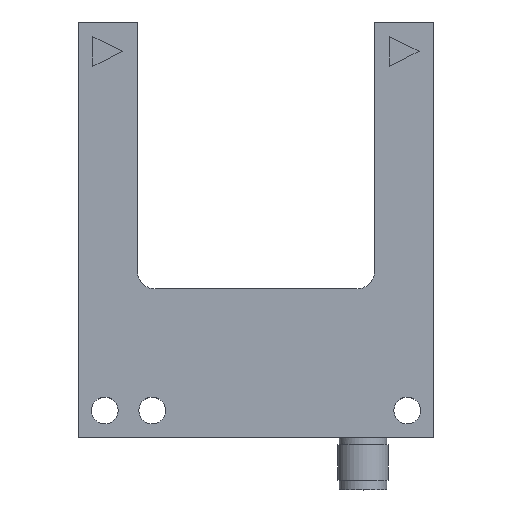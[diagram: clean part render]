
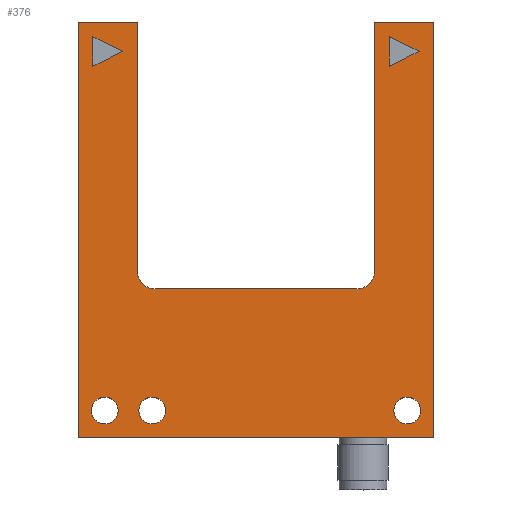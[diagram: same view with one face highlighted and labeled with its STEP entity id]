
A CAD part, top view. The second image highlights one B-rep face of the part: STEP entity #376.
In plain terms, the highlighted planar face has unit normal (0, 0, 1).
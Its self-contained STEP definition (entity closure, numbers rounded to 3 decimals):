
#190=EDGE_CURVE('',#525,#434,#526,.T.);
#202=EDGE_CURVE('',#452,#474,#541,.T.);
#210=VERTEX_POINT('',#553);
#220=VERTEX_POINT('',#567);
#222=VERTEX_POINT('',#569);
#234=EDGE_CURVE('',#362,#582,#583,.T.);
#238=VERTEX_POINT('',#591);
#242=EDGE_CURVE('',#486,#525,#596,.T.);
#270=EDGE_CURVE('',#416,#210,#635,.T.);
#294=EDGE_CURVE('',#238,#661,#662,.T.);
#308=VERTEX_POINT('',#684);
#312=EDGE_CURVE('',#661,#468,#689,.T.);
#316=EDGE_CURVE('',#388,#693,#694,.T.);
#318=EDGE_CURVE('',#210,#452,#696,.T.);
#320=EDGE_CURVE('',#474,#222,#698,.T.);
#326=EDGE_CURVE('',#468,#220,#705,.T.);
#340=EDGE_CURVE('',#308,#721,#722,.T.);
#362=VERTEX_POINT('',#748);
#376=ADVANCED_FACE('',(#768,#769,#770,#771,#772,#773),#774,.T.);
#386=EDGE_CURVE('',#434,#238,#790,.T.);
#388=VERTEX_POINT('',#792);
#398=EDGE_CURVE('',#721,#308,#804,.T.);
#416=VERTEX_POINT('',#830);
#426=EDGE_CURVE('',#220,#416,#842,.T.);
#430=EDGE_CURVE('',#693,#388,#846,.T.);
#434=VERTEX_POINT('',#851);
#438=EDGE_CURVE('',#222,#486,#855,.T.);
#446=EDGE_CURVE('',#582,#362,#863,.T.);
#452=VERTEX_POINT('',#870);
#468=VERTEX_POINT('',#888);
#474=VERTEX_POINT('',#895);
#486=VERTEX_POINT('',#908);
#525=VERTEX_POINT('',#940);
#526=CIRCLE('',#941,3.0);
#541=LINE('',#961,#962);
#553=CARTESIAN_POINT('',(30.0,-30.548,5.0));
#567=CARTESIAN_POINT('',(20.0,39.452,5.0));
#569=CARTESIAN_POINT('',(-20.0,39.452,5.0));
#582=VERTEX_POINT('',#1007);
#583=CIRCLE('',#1008,2.25);
#591=CARTESIAN_POINT('',(17.0,-5.548,5.0));
#596=CIRCLE('',#1022,3.0);
#635=LINE('',#1069,#1070);
#661=VERTEX_POINT('',#1100);
#662=CIRCLE('',#1101,3.0);
#684=CARTESIAN_POINT('',(-27.75,-26.048,5.0));
#689=CIRCLE('',#1131,3.0);
#693=VERTEX_POINT('',#1138);
#694=CIRCLE('',#1139,2.25);
#696=LINE('',#1142,#1143);
#698=LINE('',#1146,#1147);
#705=LINE('',#1155,#1156);
#721=VERTEX_POINT('',#1177);
#722=CIRCLE('',#1178,2.25);
#748=CARTESIAN_POINT('',(-19.75,-26.048,5.0));
#768=FACE_BOUND('',#1238,.T.);
#769=FACE_BOUND('',#1239,.T.);
#770=FACE_OUTER_BOUND('',#1240,.T.);
#771=FACE_BOUND('',#1241,.T.);
#772=FACE_BOUND('',#1242,.T.);
#773=FACE_BOUND('',#1243,.T.);
#774=PLANE('',#1244);
#790=LINE('',#1262,#1263);
#792=CARTESIAN_POINT('',(23.25,-26.048,5.0));
#804=CIRCLE('',#1280,2.25);
#830=CARTESIAN_POINT('',(30.0,39.452,5.0));
#842=LINE('',#1322,#1323);
#846=CIRCLE('',#1329,2.25);
#851=CARTESIAN_POINT('',(-17.0,-5.548,5.0));
#855=LINE('',#1341,#1342);
#863=CIRCLE('',#1355,2.25);
#870=CARTESIAN_POINT('',(-30.0,-30.548,5.0));
#888=CARTESIAN_POINT('',(20.0,-2.548,5.0));
#895=CARTESIAN_POINT('',(-30.0,39.452,5.0));
#908=CARTESIAN_POINT('',(-20.0,-2.548,5.0));
#940=CARTESIAN_POINT('',(-19.121,-4.669,5.0));
#941=AXIS2_PLACEMENT_3D('',#1450,#1451,#1452);
#961=CARTESIAN_POINT('',(-30.0,-30.548,5.0));
#962=VECTOR('',#1476,1.0);
#1007=CARTESIAN_POINT('',(-15.25,-26.048,5.0));
#1008=AXIS2_PLACEMENT_3D('',#1539,#1540,#1541);
#1022=AXIS2_PLACEMENT_3D('',#1562,#1563,#1564);
#1069=CARTESIAN_POINT('',(30.0,39.452,5.0));
#1070=VECTOR('',#1625,1.0);
#1100=CARTESIAN_POINT('',(19.121,-4.669,5.0));
#1101=AXIS2_PLACEMENT_3D('',#1644,#1645,#1646);
#1131=AXIS2_PLACEMENT_3D('',#1699,#1700,#1701);
#1138=CARTESIAN_POINT('',(27.75,-26.048,5.0));
#1139=AXIS2_PLACEMENT_3D('',#1703,#1704,#1705);
#1142=CARTESIAN_POINT('',(30.0,-30.548,5.0));
#1143=VECTOR('',#1706,1.0);
#1146=CARTESIAN_POINT('',(-30.0,39.452,5.0));
#1147=VECTOR('',#1707,1.0);
#1155=CARTESIAN_POINT('',(20.0,-2.548,5.0));
#1156=VECTOR('',#1716,1.0);
#1177=CARTESIAN_POINT('',(-23.25,-26.048,5.0));
#1178=AXIS2_PLACEMENT_3D('',#1734,#1735,#1736);
#1238=EDGE_LOOP('',(#1802,#1803,#1804));
#1239=EDGE_LOOP('',(#1805,#1806,#1807));
#1240=EDGE_LOOP('',(#1808,#1809,#1810,#1811,#1812,#1813,#1814,#1815,#1816,#1817,#1818,#1819));
#1241=EDGE_LOOP('',(#1820,#1821));
#1242=EDGE_LOOP('',(#1822,#1823));
#1243=EDGE_LOOP('',(#1824,#1825));
#1244=AXIS2_PLACEMENT_3D('',#1826,#1827,#1828);
#1262=CARTESIAN_POINT('',(-17.0,-5.548,5.0));
#1263=VECTOR('',#1864,1.0);
#1280=AXIS2_PLACEMENT_3D('',#1885,#1886,#1887);
#1322=CARTESIAN_POINT('',(20.0,39.452,5.0));
#1323=VECTOR('',#1964,1.0);
#1329=AXIS2_PLACEMENT_3D('',#1968,#1969,#1970);
#1341=CARTESIAN_POINT('',(-20.0,39.452,5.0));
#1342=VECTOR('',#1980,1.0);
#1355=AXIS2_PLACEMENT_3D('',#1983,#1984,#1985);
#1450=CARTESIAN_POINT('',(-17.0,-2.548,5.0));
#1451=DIRECTION('',(0.0,0.0,1.0));
#1452=DIRECTION('',(-0.707,-0.707,0.0));
#1476=DIRECTION('',(0.0,1.0,0.0));
#1539=CARTESIAN_POINT('',(-17.5,-26.048,5.0));
#1540=DIRECTION('',(0.0,0.0,-1.0));
#1541=DIRECTION('',(1.0,0.0,0.0));
#1562=CARTESIAN_POINT('',(-17.0,-2.548,5.0));
#1563=DIRECTION('',(0.0,0.0,1.0));
#1564=DIRECTION('',(-0.707,-0.707,0.0));
#1625=DIRECTION('',(0.0,-1.0,0.0));
#1644=CARTESIAN_POINT('',(17.0,-2.548,5.0));
#1645=DIRECTION('',(0.0,0.0,1.0));
#1646=DIRECTION('',(0.707,-0.707,0.0));
#1699=CARTESIAN_POINT('',(17.0,-2.548,5.0));
#1700=DIRECTION('',(0.0,0.0,1.0));
#1701=DIRECTION('',(0.707,-0.707,0.0));
#1703=CARTESIAN_POINT('',(25.5,-26.048,5.0));
#1704=DIRECTION('',(0.0,0.0,-1.0));
#1705=DIRECTION('',(1.0,0.0,0.0));
#1706=DIRECTION('',(-1.0,0.0,0.0));
#1707=DIRECTION('',(1.0,0.0,0.0));
#1716=DIRECTION('',(0.0,1.0,0.0));
#1734=CARTESIAN_POINT('',(-25.5,-26.048,5.0));
#1735=DIRECTION('',(0.0,0.0,-1.0));
#1736=DIRECTION('',(1.0,0.0,0.0));
#1802=ORIENTED_EDGE('',*,*,#2091,.T.);
#1803=ORIENTED_EDGE('',*,*,#2126,.T.);
#1804=ORIENTED_EDGE('',*,*,#2071,.T.);
#1805=ORIENTED_EDGE('',*,*,#2141,.T.);
#1806=ORIENTED_EDGE('',*,*,#2094,.T.);
#1807=ORIENTED_EDGE('',*,*,#2099,.T.);
#1808=ORIENTED_EDGE('',*,*,#202,.F.);
#1809=ORIENTED_EDGE('',*,*,#318,.F.);
#1810=ORIENTED_EDGE('',*,*,#270,.F.);
#1811=ORIENTED_EDGE('',*,*,#426,.F.);
#1812=ORIENTED_EDGE('',*,*,#326,.F.);
#1813=ORIENTED_EDGE('',*,*,#312,.F.);
#1814=ORIENTED_EDGE('',*,*,#294,.F.);
#1815=ORIENTED_EDGE('',*,*,#386,.F.);
#1816=ORIENTED_EDGE('',*,*,#190,.F.);
#1817=ORIENTED_EDGE('',*,*,#242,.F.);
#1818=ORIENTED_EDGE('',*,*,#438,.F.);
#1819=ORIENTED_EDGE('',*,*,#320,.F.);
#1820=ORIENTED_EDGE('',*,*,#316,.T.);
#1821=ORIENTED_EDGE('',*,*,#430,.T.);
#1822=ORIENTED_EDGE('',*,*,#234,.T.);
#1823=ORIENTED_EDGE('',*,*,#446,.T.);
#1824=ORIENTED_EDGE('',*,*,#340,.T.);
#1825=ORIENTED_EDGE('',*,*,#398,.T.);
#1826=CARTESIAN_POINT('',(0.0,2.588,5.0));
#1827=DIRECTION('',(0.0,0.0,1.0));
#1828=DIRECTION('',(1.0,0.0,0.0));
#1864=DIRECTION('',(1.0,0.0,0.0));
#1885=CARTESIAN_POINT('',(-25.5,-26.048,5.0));
#1886=DIRECTION('',(0.0,0.0,-1.0));
#1887=DIRECTION('',(1.0,0.0,0.0));
#1964=DIRECTION('',(1.0,0.0,0.0));
#1968=CARTESIAN_POINT('',(25.5,-26.048,5.0));
#1969=DIRECTION('',(0.0,0.0,-1.0));
#1970=DIRECTION('',(1.0,0.0,0.0));
#1980=DIRECTION('',(0.0,-1.0,0.0));
#1983=CARTESIAN_POINT('',(-17.5,-26.048,5.0));
#1984=DIRECTION('',(0.0,0.0,-1.0));
#1985=DIRECTION('',(1.0,0.0,0.0));
#2071=EDGE_CURVE('',#2198,#2199,#2200,.T.);
#2091=EDGE_CURVE('',#2199,#2231,#2232,.T.);
#2094=EDGE_CURVE('',#2235,#2236,#2237,.T.);
#2099=EDGE_CURVE('',#2236,#2242,#2243,.T.);
#2126=EDGE_CURVE('',#2231,#2198,#2276,.T.);
#2141=EDGE_CURVE('',#2242,#2235,#2293,.T.);
#2198=VERTEX_POINT('',#2361);
#2199=VERTEX_POINT('',#2362);
#2200=LINE('',#2363,#2364);
#2231=VERTEX_POINT('',#2402);
#2232=LINE('',#2403,#2404);
#2235=VERTEX_POINT('',#2408);
#2236=VERTEX_POINT('',#2409);
#2237=LINE('',#2410,#2411);
#2242=VERTEX_POINT('',#2418);
#2243=LINE('',#2419,#2420);
#2276=LINE('',#2463,#2464);
#2293=LINE('',#2483,#2484);
#2361=CARTESIAN_POINT('',(22.5,32.0,5.0));
#2362=CARTESIAN_POINT('',(22.5,37.0,5.0));
#2363=CARTESIAN_POINT('',(22.5,17.294,5.0));
#2364=VECTOR('',#2546,1.0);
#2402=CARTESIAN_POINT('',(27.5,34.5,5.0));
#2403=CARTESIAN_POINT('',(20.382,38.059,5.0));
#2404=VECTOR('',#2575,1.0);
#2408=CARTESIAN_POINT('',(-22.5,34.5,5.0));
#2409=CARTESIAN_POINT('',(-27.5,32.0,5.0));
#2410=CARTESIAN_POINT('',(-19.882,35.809,5.0));
#2411=VECTOR('',#2577,1.0);
#2418=CARTESIAN_POINT('',(-27.5,37.0,5.0));
#2419=CARTESIAN_POINT('',(-27.5,17.294,5.0));
#2420=VECTOR('',#2580,1.0);
#2463=CARTESIAN_POINT('',(10.118,25.809,5.0));
#2464=VECTOR('',#2603,1.0);
#2483=CARTESIAN_POINT('',(-9.618,28.059,5.0));
#2484=VECTOR('',#2615,1.0);
#2546=DIRECTION('',(0.0,1.0,0.0));
#2575=DIRECTION('',(0.894,-0.447,0.0));
#2577=DIRECTION('',(-0.894,-0.447,0.0));
#2580=DIRECTION('',(0.0,1.0,0.0));
#2603=DIRECTION('',(-0.894,-0.447,0.0));
#2615=DIRECTION('',(0.894,-0.447,0.0));
